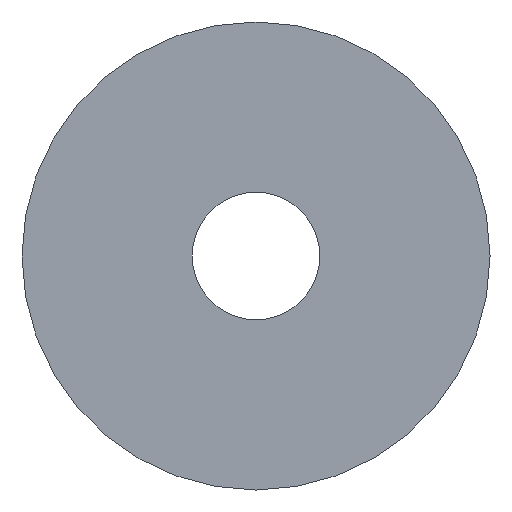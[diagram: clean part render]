
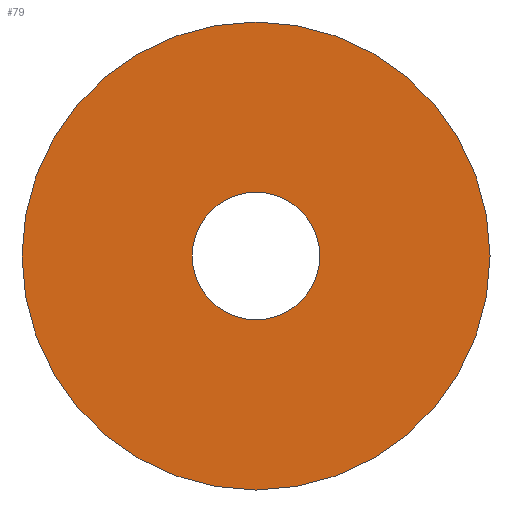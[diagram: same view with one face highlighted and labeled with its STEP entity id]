
A CAD part, front view. The second image highlights one B-rep face of the part: STEP entity #79.
In plain terms, the highlighted planar face has unit normal (0, -1, 0).
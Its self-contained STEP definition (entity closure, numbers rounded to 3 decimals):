
#16=PLANE('',#93);
#22=FACE_BOUND('',#39,.T.);
#28=FACE_OUTER_BOUND('',#38,.T.);
#38=EDGE_LOOP('',(#68));
#39=EDGE_LOOP('',(#69));
#46=CIRCLE('',#90,6.);
#47=CIRCLE('',#92,22.);
#52=VERTEX_POINT('',#133);
#53=VERTEX_POINT('',#136);
#58=EDGE_CURVE('',#52,#52,#46,.T.);
#59=EDGE_CURVE('',#53,#53,#47,.T.);
#68=ORIENTED_EDGE('',*,*,#59,.T.);
#69=ORIENTED_EDGE('',*,*,#58,.T.);
#79=ADVANCED_FACE('',(#28,#22),#16,.F.);
#90=AXIS2_PLACEMENT_3D('',#134,#111,#112);
#92=AXIS2_PLACEMENT_3D('',#137,#115,#116);
#93=AXIS2_PLACEMENT_3D('',#138,#117,#118);
#111=DIRECTION('center_axis',(0.,1.,0.));
#112=DIRECTION('ref_axis',(1.,0.,0.));
#115=DIRECTION('center_axis',(0.,-1.,0.));
#116=DIRECTION('ref_axis',(1.,0.,0.));
#117=DIRECTION('center_axis',(0.,1.,0.));
#118=DIRECTION('ref_axis',(0.,0.,1.));
#133=CARTESIAN_POINT('',(-6.,0.,0.));
#134=CARTESIAN_POINT('Origin',(0.,0.,0.));
#136=CARTESIAN_POINT('',(-22.,0.,0.));
#137=CARTESIAN_POINT('Origin',(0.,0.,0.));
#138=CARTESIAN_POINT('Origin',(0.,0.,0.));
